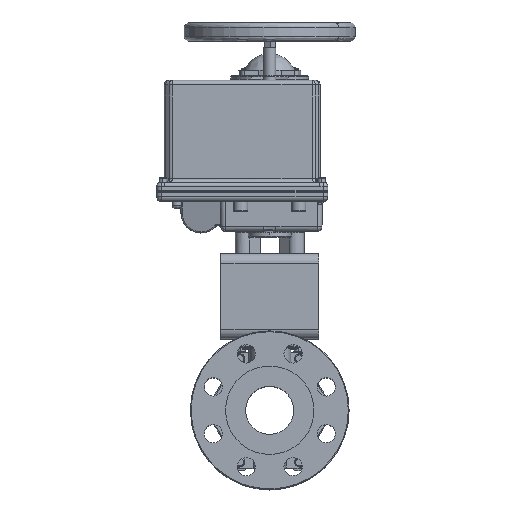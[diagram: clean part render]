
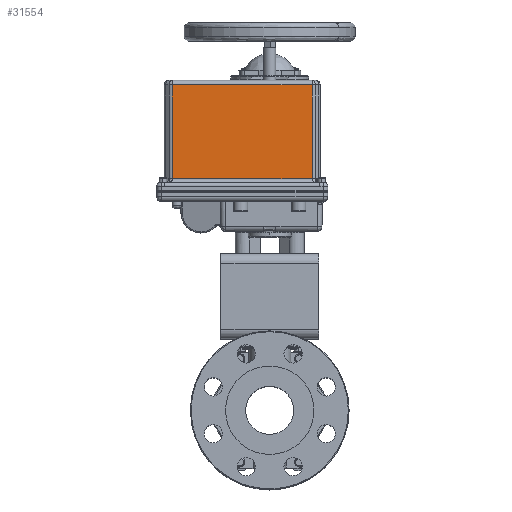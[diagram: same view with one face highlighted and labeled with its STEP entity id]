
A CAD part, top view. The second image highlights one B-rep face of the part: STEP entity #31554.
In plain terms, the highlighted planar face has unit normal (0, 0, 1).
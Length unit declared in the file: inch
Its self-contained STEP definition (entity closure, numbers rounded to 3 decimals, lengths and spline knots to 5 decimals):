
#2263 = CARTESIAN_POINT ( 'NONE',  ( -0.63718, 9.48682, 5.18013 ) ) ;
#2499 = AXIS2_PLACEMENT_3D ( 'NONE', #34742, #38770, #14721 ) ;
#2958 = VECTOR ( 'NONE', #33537, 39.37008 ) ;
#4539 = VERTEX_POINT ( 'NONE', #19979 ) ;
#6624 = PLANE ( 'NONE',  #2499 ) ;
#6936 = EDGE_CURVE ( 'NONE', #49150, #4539, #37953, .T. ) ;
#6967 = VECTOR ( 'NONE', #12407, 39.37008 ) ;
#7291 = ORIENTED_EDGE ( 'NONE', *, *, #25954, .F. ) ;
#9436 = CARTESIAN_POINT ( 'NONE',  ( -0.63718, 13.51682, 5.18013 ) ) ;
#9715 = ORIENTED_EDGE ( 'NONE', *, *, #13264, .T. ) ;
#10156 = VERTEX_POINT ( 'NONE', #15146 ) ;
#10727 = EDGE_CURVE ( 'NONE', #4539, #10156, #39031, .T. ) ;
#12407 = DIRECTION ( 'NONE',  ( 1., 0., 0. ) ) ;
#13264 = EDGE_CURVE ( 'NONE', #49150, #36347, #38228, .T. ) ;
#14721 = DIRECTION ( 'NONE',  ( -1., 0., 0. ) ) ;
#15146 = CARTESIAN_POINT ( 'NONE',  ( -0.63718, 13.32932, 5.18013 ) ) ;
#15362 = VECTOR ( 'NONE', #36256, 39.37008 ) ;
#15513 = ORIENTED_EDGE ( 'NONE', *, *, #10727, .F. ) ;
#16374 = FACE_OUTER_BOUND ( 'NONE', #49419, .T. ) ;
#19979 = CARTESIAN_POINT ( 'NONE',  ( -6.36185, 13.32932, 5.18013 ) ) ;
#24381 = CARTESIAN_POINT ( 'NONE',  ( -0.30952, 13.32932, 5.18013 ) ) ;
#25954 = EDGE_CURVE ( 'NONE', #10156, #36347, #45727, .T. ) ;
#31554 = ADVANCED_FACE ( 'NONE', ( #16374 ), #6624, .F. ) ;
#32072 = DIRECTION ( 'NONE',  ( 1., 0., 0. ) ) ;
#32233 = CARTESIAN_POINT ( 'NONE',  ( -6.36185, 13.51682, 5.18013 ) ) ;
#33537 = DIRECTION ( 'NONE',  ( 0., -1., 0. ) ) ;
#33865 = ORIENTED_EDGE ( 'NONE', *, *, #6936, .F. ) ;
#34742 = CARTESIAN_POINT ( 'NONE',  ( -0.30952, 13.51682, 5.18013 ) ) ;
#35925 = CARTESIAN_POINT ( 'NONE',  ( -0.30952, 9.48682, 5.18013 ) ) ;
#36256 = DIRECTION ( 'NONE',  ( 0., 1., 0. ) ) ;
#36347 = VERTEX_POINT ( 'NONE', #2263 ) ;
#37953 = LINE ( 'NONE', #32233, #15362 ) ;
#38228 = LINE ( 'NONE', #35925, #48961 ) ;
#38770 = DIRECTION ( 'NONE',  ( 0., 0., -1. ) ) ;
#39031 = LINE ( 'NONE', #24381, #6967 ) ;
#45727 = LINE ( 'NONE', #9436, #2958 ) ;
#48961 = VECTOR ( 'NONE', #32072, 39.37008 ) ;
#49150 = VERTEX_POINT ( 'NONE', #51994 ) ;
#49419 = EDGE_LOOP ( 'NONE', ( #33865, #9715, #7291, #15513 ) ) ;
#51994 = CARTESIAN_POINT ( 'NONE',  ( -6.36185, 9.48682, 5.18013 ) ) ;
